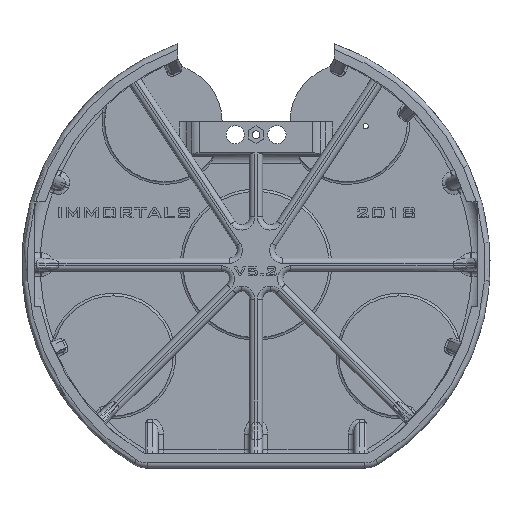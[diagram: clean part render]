
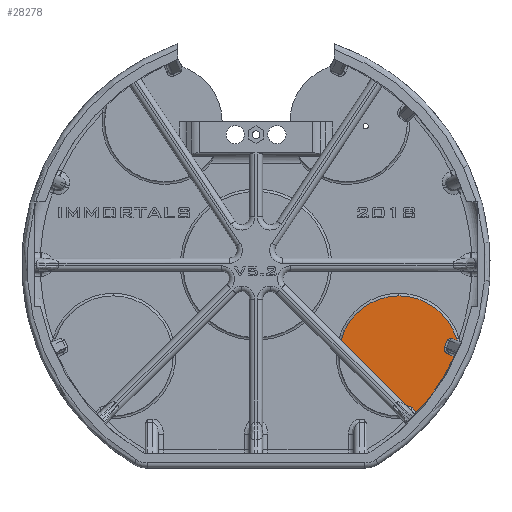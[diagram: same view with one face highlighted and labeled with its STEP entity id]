
A CAD part, front view. The second image highlights one B-rep face of the part: STEP entity #28278.
In plain terms, the highlighted planar face has unit normal (0, -1, 0).
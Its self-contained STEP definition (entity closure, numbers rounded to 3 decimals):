
#59 = CARTESIAN_POINT ( 'NONE',  ( 58.501, 37., -54.069 ) ) ;
#480 = CIRCLE ( 'NONE', #21117, 83.75 ) ;
#674 = DIRECTION ( 'NONE',  ( -0.924, 0., 0.383 ) ) ;
#1556 = ORIENTED_EDGE ( 'NONE', *, *, #13838, .F. ) ;
#2069 = ORIENTED_EDGE ( 'NONE', *, *, #3823, .T. ) ;
#2287 = CARTESIAN_POINT ( 'NONE',  ( 68.506, 37., -40.689 ) ) ;
#2393 = DIRECTION ( 'NONE',  ( 0., -1., 0. ) ) ;
#2419 = VERTEX_POINT ( 'NONE', #28716 ) ;
#3044 = ORIENTED_EDGE ( 'NONE', *, *, #21723, .T. ) ;
#3559 = ORIENTED_EDGE ( 'NONE', *, *, #6205, .F. ) ;
#3756 = EDGE_CURVE ( 'NONE', #12157, #15139, #17791, .T. ) ;
#3823 = EDGE_CURVE ( 'NONE', #14997, #30046, #480, .T. ) ;
#4338 = AXIS2_PLACEMENT_3D ( 'NONE', #33142, #32890, #8310 ) ;
#4549 = DIRECTION ( 'NONE',  ( 0., 0., 1. ) ) ;
#4665 = EDGE_CURVE ( 'NONE', #19818, #11031, #25429, .T. ) ;
#4889 = ORIENTED_EDGE ( 'NONE', *, *, #4665, .F. ) ;
#5113 = CARTESIAN_POINT ( 'NONE',  ( 54.772, 37., -12. ) ) ;
#5210 = VECTOR ( 'NONE', #39805, 1000. ) ;
#5428 = VECTOR ( 'NONE', #8595, 1000. ) ;
#5472 = CARTESIAN_POINT ( 'NONE',  ( 77.029, 37., -29.201 ) ) ;
#5830 = CARTESIAN_POINT ( 'NONE',  ( 77.029, 37., -29.201 ) ) ;
#6205 = EDGE_CURVE ( 'NONE', #2419, #8862, #32114, .T. ) ;
#6325 = ORIENTED_EDGE ( 'NONE', *, *, #18549, .T. ) ;
#7018 = CARTESIAN_POINT ( 'NONE',  ( 57.786, 37., -27.724 ) ) ;
#7313 = CARTESIAN_POINT ( 'NONE',  ( 75.386, 37., -28.52 ) ) ;
#7375 = CARTESIAN_POINT ( 'NONE',  ( 0., 37., 0. ) ) ;
#7917 = VERTEX_POINT ( 'NONE', #19167 ) ;
#8310 = DIRECTION ( 'NONE',  ( 0., 0., 1. ) ) ;
#8451 = CARTESIAN_POINT ( 'NONE',  ( 73.741, 37., -28.666 ) ) ;
#8552 = CARTESIAN_POINT ( 'NONE',  ( 76.833, 37., -28.495 ) ) ;
#8595 = DIRECTION ( 'NONE',  ( 0.383, 0., 0.924 ) ) ;
#8862 = VERTEX_POINT ( 'NONE', #9558 ) ;
#8977 = CARTESIAN_POINT ( 'NONE',  ( 75.968, 37., -35.255 ) ) ;
#9396 = B_SPLINE_CURVE_WITH_KNOTS ( 'NONE', 3,
 ( #26199, #8451, #39158, #14905, #36466, #33278, #18112, #11519 ),
 .UNSPECIFIED., .F., .F.,
 ( 4, 2, 2, 4 ),
 ( -0.002, -0.001, -0.001, 0. ),
 .UNSPECIFIED. ) ;
#9558 = CARTESIAN_POINT ( 'NONE',  ( 32.561, 37., -29.026 ) ) ;
#9658 = CARTESIAN_POINT ( 'NONE',  ( 61.643, 37., -56.694 ) ) ;
#9837 = VECTOR ( 'NONE', #36868, 1000. ) ;
#10777 = EDGE_CURVE ( 'NONE', #30927, #14997, #34345, .T. ) ;
#11020 = VECTOR ( 'NONE', #12375, 1000. ) ;
#11031 = VERTEX_POINT ( 'NONE', #37802 ) ;
#11090 = CARTESIAN_POINT ( 'NONE',  ( 73.669, 37., -34.303 ) ) ;
#11421 = EDGE_CURVE ( 'NONE', #37301, #11031, #27063, .T. ) ;
#11519 = CARTESIAN_POINT ( 'NONE',  ( 75.371, 37., -28.515 ) ) ;
#11758 = VERTEX_POINT ( 'NONE', #38725 ) ;
#12157 = VERTEX_POINT ( 'NONE', #23139 ) ;
#12161 = CARTESIAN_POINT ( 'NONE',  ( 59.884, 37., -54.934 ) ) ;
#12375 = DIRECTION ( 'NONE',  ( -0.924, 0., 0.383 ) ) ;
#13058 =( BOUNDED_CURVE ( )  B_SPLINE_CURVE ( 3, ( #17127, #29503, #25584, #11090 ),
 .UNSPECIFIED., .F., .F. ) 
 B_SPLINE_CURVE_WITH_KNOTS ( ( 4, 4 ),
 ( 0., 1.571 ),
 .UNSPECIFIED. ) 
 CURVE ( )  GEOMETRIC_REPRESENTATION_ITEM ( )  RATIONAL_B_SPLINE_CURVE ( ( 1., 0.805, 0.805, 1. ) ) 
 REPRESENTATION_ITEM ( '' )  );
#13221 = B_SPLINE_CURVE_WITH_KNOTS ( 'NONE', 3,
 ( #5472, #30427, #24386, #8552 ),
 .UNSPECIFIED., .F., .F.,
 ( 4, 4 ),
 ( 0., 0.001 ),
 .UNSPECIFIED. ) ;
#13838 = EDGE_CURVE ( 'NONE', #16028, #7917, #13058, .T. ) ;
#13944 = CARTESIAN_POINT ( 'NONE',  ( 72.285, 37., -31.565 ) ) ;
#14069 = CARTESIAN_POINT ( 'NONE',  ( 75.371, 37., -28.515 ) ) ;
#14905 = CARTESIAN_POINT ( 'NONE',  ( 74.545, 37., -28.435 ) ) ;
#14997 = VERTEX_POINT ( 'NONE', #9658 ) ;
#15061 = LINE ( 'NONE', #2287, #5428 ) ;
#15139 = VERTEX_POINT ( 'NONE', #5113 ) ;
#15195 = EDGE_LOOP ( 'NONE', ( #3559, #39076, #35653, #2069, #28113, #1556, #16586, #23744, #15986, #4889, #3044, #38578, #6325 ) ) ;
#15401 = DIRECTION ( 'NONE',  ( 0., -1., 0. ) ) ;
#15986 = ORIENTED_EDGE ( 'NONE', *, *, #11421, .T. ) ;
#16028 = VERTEX_POINT ( 'NONE', #13944 ) ;
#16289 = AXIS2_PLACEMENT_3D ( 'NONE', #32762, #2393, #38890 ) ;
#16586 = ORIENTED_EDGE ( 'NONE', *, *, #24853, .T. ) ;
#17127 = CARTESIAN_POINT ( 'NONE',  ( 72.285, 37., -31.565 ) ) ;
#17424 = EDGE_CURVE ( 'NONE', #30927, #2419, #28070, .T. ) ;
#17791 = CIRCLE ( 'NONE', #26006, 23. ) ;
#18112 = CARTESIAN_POINT ( 'NONE',  ( 75.213, 37., -28.456 ) ) ;
#18193 = LINE ( 'NONE', #7018, #39294 ) ;
#18431 = CARTESIAN_POINT ( 'NONE',  ( 60.082, 37., -22.181 ) ) ;
#18549 = EDGE_CURVE ( 'NONE', #15139, #8862, #27856, .T. ) ;
#18907 = DIRECTION ( 'NONE',  ( 0., 0., 1. ) ) ;
#19167 = CARTESIAN_POINT ( 'NONE',  ( 73.669, 37., -34.303 ) ) ;
#19414 = CARTESIAN_POINT ( 'NONE',  ( 75.416, 37., -28.532 ) ) ;
#19818 = VERTEX_POINT ( 'NONE', #5830 ) ;
#21117 = AXIS2_PLACEMENT_3D ( 'NONE', #7375, #38462, #4549 ) ;
#21723 = EDGE_CURVE ( 'NONE', #19818, #12157, #13221, .T. ) ;
#22807 = CARTESIAN_POINT ( 'NONE',  ( 59.884, 37., -54.934 ) ) ;
#23139 = CARTESIAN_POINT ( 'NONE',  ( 76.833, 37., -28.495 ) ) ;
#23744 = ORIENTED_EDGE ( 'NONE', *, *, #39420, .T. ) ;
#24290 = CARTESIAN_POINT ( 'NONE',  ( 61.453, 37., -56.503 ) ) ;
#24386 = CARTESIAN_POINT ( 'NONE',  ( 76.902, 37., -28.729 ) ) ;
#24531 = CARTESIAN_POINT ( 'NONE',  ( 46.654, 37., -43.118 ) ) ;
#24853 = EDGE_CURVE ( 'NONE', #16028, #11758, #15061, .T. ) ;
#25314 = CARTESIAN_POINT ( 'NONE',  ( 75.371, 37., -28.515 ) ) ;
#25429 = LINE ( 'NONE', #18431, #11020 ) ;
#25584 = CARTESIAN_POINT ( 'NONE',  ( 72.41, 37., -33.782 ) ) ;
#26006 = AXIS2_PLACEMENT_3D ( 'NONE', #30834, #15401, #18907 ) ;
#26199 = CARTESIAN_POINT ( 'NONE',  ( 73.433, 37., -28.793 ) ) ;
#26218 = FACE_OUTER_BOUND ( 'NONE', #15195, .T. ) ;
#26724 = PLANE ( 'NONE',  #4338 ) ;
#27063 =( BOUNDED_CURVE ( )  B_SPLINE_CURVE ( 3, ( #25314, #7313, #37613, #19414 ),
 .UNSPECIFIED., .F., .F. ) 
 B_SPLINE_CURVE_WITH_KNOTS ( ( 4, 4 ),
 ( 4.671, 4.712 ),
 .UNSPECIFIED. ) 
 CURVE ( )  GEOMETRIC_REPRESENTATION_ITEM ( )  RATIONAL_B_SPLINE_CURVE ( ( 1., 1., 1., 1. ) ) 
 REPRESENTATION_ITEM ( '' )  );
#27856 = CIRCLE ( 'NONE', #16289, 23. ) ;
#28070 =( BOUNDED_CURVE ( )  B_SPLINE_CURVE ( 3, ( #12161, #39520, #59, #36575 ),
 .UNSPECIFIED., .F., .F. ) 
 B_SPLINE_CURVE_WITH_KNOTS ( ( 4, 4 ),
 ( 1.571, 2.618 ),
 .UNSPECIFIED. ) 
 CURVE ( )  GEOMETRIC_REPRESENTATION_ITEM ( )  RATIONAL_B_SPLINE_CURVE ( ( 1., 0.911, 0.911, 1. ) ) 
 REPRESENTATION_ITEM ( '' )  );
#28113 = ORIENTED_EDGE ( 'NONE', *, *, #33980, .T. ) ;
#28278 = ADVANCED_FACE ( 'NONE', ( #26218 ), #26724, .F. ) ;
#28716 = CARTESIAN_POINT ( 'NONE',  ( 57.752, 37., -54.217 ) ) ;
#29503 = CARTESIAN_POINT ( 'NONE',  ( 71.837, 37., -32.647 ) ) ;
#30046 = VERTEX_POINT ( 'NONE', #8977 ) ;
#30427 = CARTESIAN_POINT ( 'NONE',  ( 76.967, 37., -28.964 ) ) ;
#30834 = CARTESIAN_POINT ( 'NONE',  ( 54.772, 37., -35. ) ) ;
#30927 = VERTEX_POINT ( 'NONE', #22807 ) ;
#32114 = LINE ( 'NONE', #24531, #5210 ) ;
#32762 = CARTESIAN_POINT ( 'NONE',  ( 54.772, 37., -35. ) ) ;
#32890 = DIRECTION ( 'NONE',  ( 0., 1., 0. ) ) ;
#33142 = CARTESIAN_POINT ( 'NONE',  ( 54.772, 37., -35. ) ) ;
#33278 = CARTESIAN_POINT ( 'NONE',  ( 75.046, 37., -28.427 ) ) ;
#33980 = EDGE_CURVE ( 'NONE', #30046, #7917, #18193, .T. ) ;
#34345 = LINE ( 'NONE', #24290, #9837 ) ;
#35653 = ORIENTED_EDGE ( 'NONE', *, *, #10777, .T. ) ;
#36466 = CARTESIAN_POINT ( 'NONE',  ( 74.711, 37., -28.417 ) ) ;
#36575 = CARTESIAN_POINT ( 'NONE',  ( 57.752, 37., -54.217 ) ) ;
#36868 = DIRECTION ( 'NONE',  ( 0.707, 0., -0.707 ) ) ;
#37301 = VERTEX_POINT ( 'NONE', #14069 ) ;
#37613 = CARTESIAN_POINT ( 'NONE',  ( 75.401, 37., -28.526 ) ) ;
#37802 = CARTESIAN_POINT ( 'NONE',  ( 75.416, 37., -28.532 ) ) ;
#38462 = DIRECTION ( 'NONE',  ( 0., -1., 0. ) ) ;
#38578 = ORIENTED_EDGE ( 'NONE', *, *, #3756, .T. ) ;
#38725 = CARTESIAN_POINT ( 'NONE',  ( 73.433, 37., -28.793 ) ) ;
#38890 = DIRECTION ( 'NONE',  ( 0., 0., 1. ) ) ;
#39076 = ORIENTED_EDGE ( 'NONE', *, *, #17424, .F. ) ;
#39158 = CARTESIAN_POINT ( 'NONE',  ( 74.053, 37., -28.537 ) ) ;
#39294 = VECTOR ( 'NONE', #674, 1000. ) ;
#39420 = EDGE_CURVE ( 'NONE', #11758, #37301, #9396, .T. ) ;
#39520 = CARTESIAN_POINT ( 'NONE',  ( 59.282, 37., -54.332 ) ) ;
#39805 = DIRECTION ( 'NONE',  ( -0.707, 0., 0.707 ) ) ;
